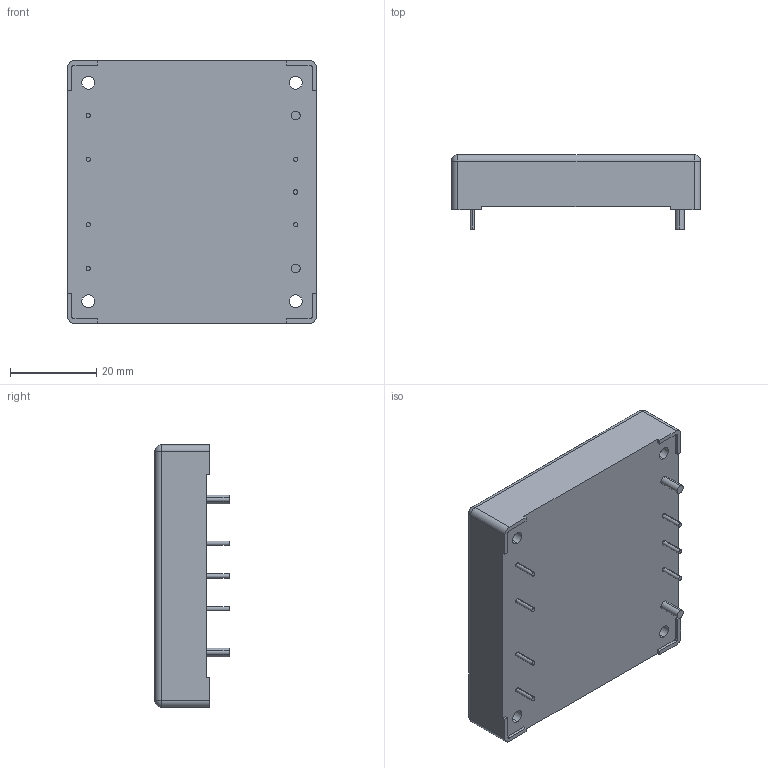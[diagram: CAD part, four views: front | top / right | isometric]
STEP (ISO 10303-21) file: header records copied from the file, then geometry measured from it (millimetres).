
FILE_DESCRIPTION (( 'STEP AP214' ), '1' );
FILE_NAME ('CUI_VHB50W-Q24-S3R3.step', '2017-08-12T00:42:42', ( '' ), ( '' ), 'SwSTEP 2.0', 'SolidWorks 2017', '' );
FILE_SCHEMA (( 'AUTOMOTIVE_DESIGN' ));
Length unit declared in the file: millimetre
Products named in the file (1): CUI_VHB50W-Q24-S3R3
Bounding box: 57.9 x 17.3 x 61 mm (x, y, z)
Volume: 42007.6 mm3; surface area: 10388.5 mm2
Topology: 1 solids, 1 shells, 77 faces, 190 edges, 120 vertices
Faces by surface type: cylinder 38, plane 35, sphere 4
Entity records: 3157 total; most frequent: DIRECTION 418, CARTESIAN_POINT 384, ORIENTED_EDGE 372, EDGE_CURVE 186, AXIS2_PLACEMENT_3D 154, VERTEX_POINT 120, LINE 110, VECTOR 110
